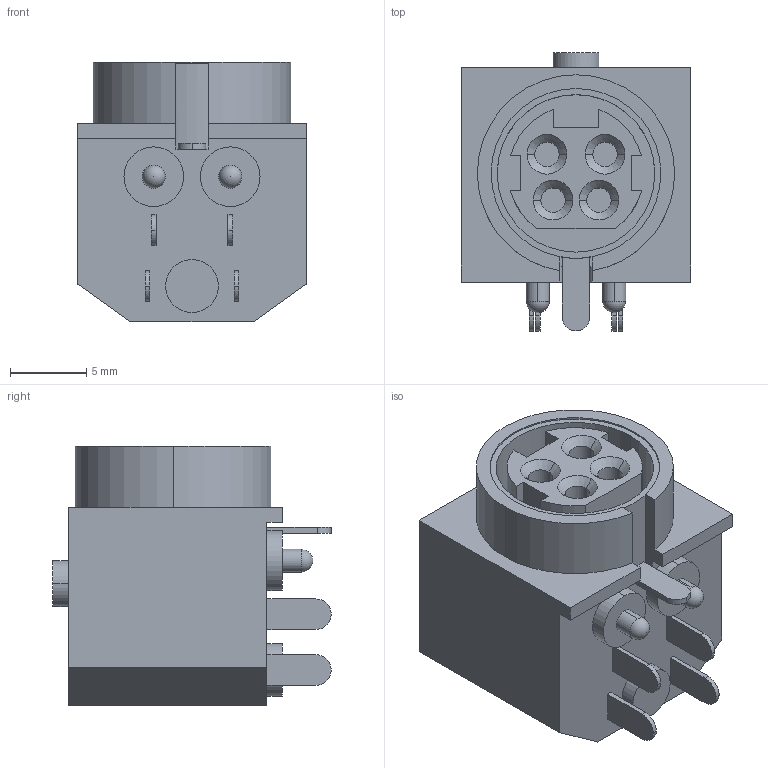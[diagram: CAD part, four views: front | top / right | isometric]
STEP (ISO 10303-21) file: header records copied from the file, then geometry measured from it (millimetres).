
FILE_DESCRIPTION (( 'STEP AP214' ), '1' );
FILE_NAME ('KPJXHT-4S_A.STEP', '2020-12-10T17:03:38', ( '' ), ( '' ), 'SwSTEP 2.0', 'SolidWorks 2020', '' );
FILE_SCHEMA (( 'AUTOMOTIVE_DESIGN' ));
Length unit declared in the file: millimetre
Products named in the file (1): KPJXHT-4S_A
Bounding box: 15 x 18.2 x 17 mm (x, y, z)
Volume: 2733.8 mm3; surface area: 1983.6 mm2
Topology: 1 solids, 1 shells, 113 faces, 279 edges, 182 vertices
Faces by surface type: plane 58, cylinder 45, cone 8, sphere 2
Entity records: 4212 total; most frequent: DIRECTION 597, CARTESIAN_POINT 571, ORIENTED_EDGE 546, EDGE_CURVE 273, AXIS2_PLACEMENT_3D 212, VERTEX_POINT 178, LINE 173, VECTOR 173
